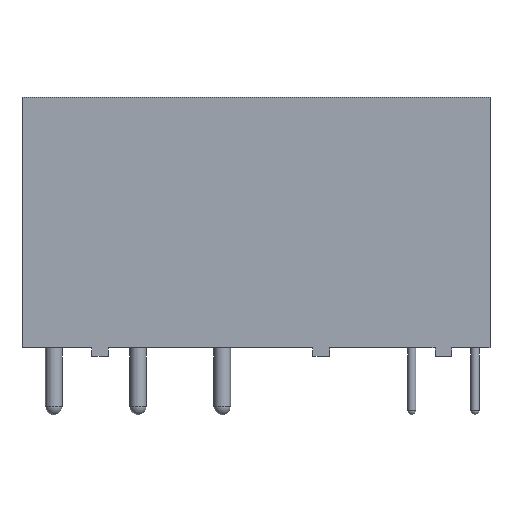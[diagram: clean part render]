
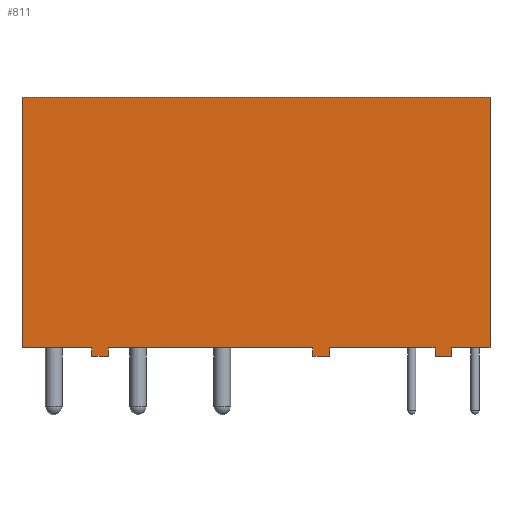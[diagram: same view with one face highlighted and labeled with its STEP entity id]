
A CAD part, left-side view. The second image highlights one B-rep face of the part: STEP entity #811.
In plain terms, the highlighted planar face has unit normal (-1, 0, 0).
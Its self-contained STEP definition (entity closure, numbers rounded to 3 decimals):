
#73=CARTESIAN_POINT('',(0.,9.6,0.0));
#74=VERTEX_POINT('',#73);
#83=CARTESIAN_POINT('',(0.0,9.6,-0.5));
#84=VERTEX_POINT('',#83);
#85=CARTESIAN_POINT('',(0.,9.6,0.0));
#86=DIRECTION('',(0.0,0.0,-1.0));
#87=VECTOR('',#86,0.5);
#88=LINE('',#85,#87);
#89=EDGE_CURVE('',#74,#84,#88,.T.);
#115=CARTESIAN_POINT('',(0.,10.6,0.0));
#116=VERTEX_POINT('',#115);
#131=CARTESIAN_POINT('',(0.0,10.6,-0.5));
#132=VERTEX_POINT('',#131);
#139=CARTESIAN_POINT('',(0.,10.6,0.0));
#140=DIRECTION('',(0.0,0.0,-1.0));
#141=VECTOR('',#140,0.5);
#142=LINE('',#139,#141);
#143=EDGE_CURVE('',#116,#132,#142,.T.);
#161=CARTESIAN_POINT('',(0.,9.6,-0.5));
#162=DIRECTION('',(0.0,1.0,0.0));
#163=VECTOR('',#162,1.);
#164=LINE('',#161,#163);
#165=EDGE_CURVE('',#84,#132,#164,.T.);
#175=CARTESIAN_POINT('',(0.0,22.83,0.0));
#176=VERTEX_POINT('',#175);
#185=CARTESIAN_POINT('',(0.0,22.83,-0.5));
#186=VERTEX_POINT('',#185);
#187=CARTESIAN_POINT('',(0.0,22.83,0.0));
#188=DIRECTION('',(0.0,0.0,-1.0));
#189=VECTOR('',#188,0.5);
#190=LINE('',#187,#189);
#191=EDGE_CURVE('',#176,#186,#190,.T.);
#217=CARTESIAN_POINT('',(0.,23.83,0.0));
#218=VERTEX_POINT('',#217);
#233=CARTESIAN_POINT('',(0.0,23.83,-0.5));
#234=VERTEX_POINT('',#233);
#241=CARTESIAN_POINT('',(0.,23.83,0.0));
#242=DIRECTION('',(0.0,0.0,-1.0));
#243=VECTOR('',#242,0.5);
#244=LINE('',#241,#243);
#245=EDGE_CURVE('',#218,#234,#244,.T.);
#263=CARTESIAN_POINT('',(0.,22.83,-0.5));
#264=DIRECTION('',(0.0,1.0,0.0));
#265=VECTOR('',#264,1.0);
#266=LINE('',#263,#265);
#267=EDGE_CURVE('',#186,#234,#266,.T.);
#277=CARTESIAN_POINT('',(0.,2.29,0.0));
#278=VERTEX_POINT('',#277);
#287=CARTESIAN_POINT('',(0.0,2.29,-0.5));
#288=VERTEX_POINT('',#287);
#289=CARTESIAN_POINT('',(0.,2.29,0.0));
#290=DIRECTION('',(0.0,0.0,-1.0));
#291=VECTOR('',#290,0.5);
#292=LINE('',#289,#291);
#293=EDGE_CURVE('',#278,#288,#292,.T.);
#319=CARTESIAN_POINT('',(0.,3.29,0.0));
#320=VERTEX_POINT('',#319);
#335=CARTESIAN_POINT('',(0.0,3.29,-0.5));
#336=VERTEX_POINT('',#335);
#343=CARTESIAN_POINT('',(0.,3.29,0.0));
#344=DIRECTION('',(0.0,0.0,-1.0));
#345=VECTOR('',#344,0.5);
#346=LINE('',#343,#345);
#347=EDGE_CURVE('',#320,#336,#346,.T.);
#365=CARTESIAN_POINT('',(0.,2.29,-0.5));
#366=DIRECTION('',(0.0,1.0,0.0));
#367=VECTOR('',#366,1.);
#368=LINE('',#365,#367);
#369=EDGE_CURVE('',#288,#336,#368,.T.);
#388=CARTESIAN_POINT('',(0.0,0.0,0.0));
#389=VERTEX_POINT('',#388);
#396=CARTESIAN_POINT('',(0.0,0.0,0.0));
#397=DIRECTION('',(0.0,1.0,0.0));
#398=VECTOR('',#397,2.29);
#399=LINE('',#396,#398);
#400=EDGE_CURVE('',#389,#278,#399,.T.);
#422=CARTESIAN_POINT('',(0.0,28.,0.0));
#423=VERTEX_POINT('',#422);
#424=CARTESIAN_POINT('',(0.0,23.83,0.0));
#425=DIRECTION('',(0.0,1.0,0.0));
#426=VECTOR('',#425,4.17);
#427=LINE('',#424,#426);
#428=EDGE_CURVE('',#218,#423,#427,.T.);
#471=CARTESIAN_POINT('',(0.0,3.29,0.0));
#472=DIRECTION('',(0.0,1.0,0.0));
#473=VECTOR('',#472,6.31);
#474=LINE('',#471,#473);
#475=EDGE_CURVE('',#320,#74,#474,.T.);
#497=CARTESIAN_POINT('',(0.0,10.6,0.0));
#498=DIRECTION('',(0.0,1.0,0.0));
#499=VECTOR('',#498,12.23);
#500=LINE('',#497,#499);
#501=EDGE_CURVE('',#116,#176,#500,.T.);
#685=CARTESIAN_POINT('',(0.0,0.0,15.0));
#686=VERTEX_POINT('',#685);
#687=CARTESIAN_POINT('',(0.0,0.0,15.0));
#688=DIRECTION('',(0.0,0.0,-1.0));
#689=VECTOR('',#688,15.0);
#690=LINE('',#687,#689);
#691=EDGE_CURVE('',#686,#389,#690,.T.);
#716=CARTESIAN_POINT('',(0.0,28.,15.0));
#717=VERTEX_POINT('',#716);
#718=CARTESIAN_POINT('',(0.0,28.,15.0));
#719=DIRECTION('',(0.0,-1.0,0.0));
#720=VECTOR('',#719,28.);
#721=LINE('',#718,#720);
#722=EDGE_CURVE('',#717,#686,#721,.T.);
#747=CARTESIAN_POINT('',(0.0,28.,0.0));
#748=DIRECTION('',(0.0,0.0,1.0));
#749=VECTOR('',#748,15.0);
#750=LINE('',#747,#749);
#751=EDGE_CURVE('',#423,#717,#750,.T.);
#788=CARTESIAN_POINT('',(0.0,14.,7.5));
#789=DIRECTION('',(1.0,0.0,0.0));
#790=DIRECTION('',(0.0,0.0,-1.0));
#791=AXIS2_PLACEMENT_3D('',#788,#789,#790);
#792=PLANE('',#791);
#793=ORIENTED_EDGE('',*,*,#400,.F.);
#794=ORIENTED_EDGE('',*,*,#691,.F.);
#795=ORIENTED_EDGE('',*,*,#722,.F.);
#796=ORIENTED_EDGE('',*,*,#751,.F.);
#797=ORIENTED_EDGE('',*,*,#428,.F.);
#798=ORIENTED_EDGE('',*,*,#245,.T.);
#799=ORIENTED_EDGE('',*,*,#267,.F.);
#800=ORIENTED_EDGE('',*,*,#191,.F.);
#801=ORIENTED_EDGE('',*,*,#501,.F.);
#802=ORIENTED_EDGE('',*,*,#143,.T.);
#803=ORIENTED_EDGE('',*,*,#165,.F.);
#804=ORIENTED_EDGE('',*,*,#89,.F.);
#805=ORIENTED_EDGE('',*,*,#475,.F.);
#806=ORIENTED_EDGE('',*,*,#347,.T.);
#807=ORIENTED_EDGE('',*,*,#369,.F.);
#808=ORIENTED_EDGE('',*,*,#293,.F.);
#809=EDGE_LOOP('',(#793,#794,#795,#796,#797,#798,#799,#800,#801,#802,#803,#804,#805,#806,#807,#808));
#810=FACE_OUTER_BOUND('',#809,.T.);
#811=ADVANCED_FACE('',(#810),#792,.F.);
